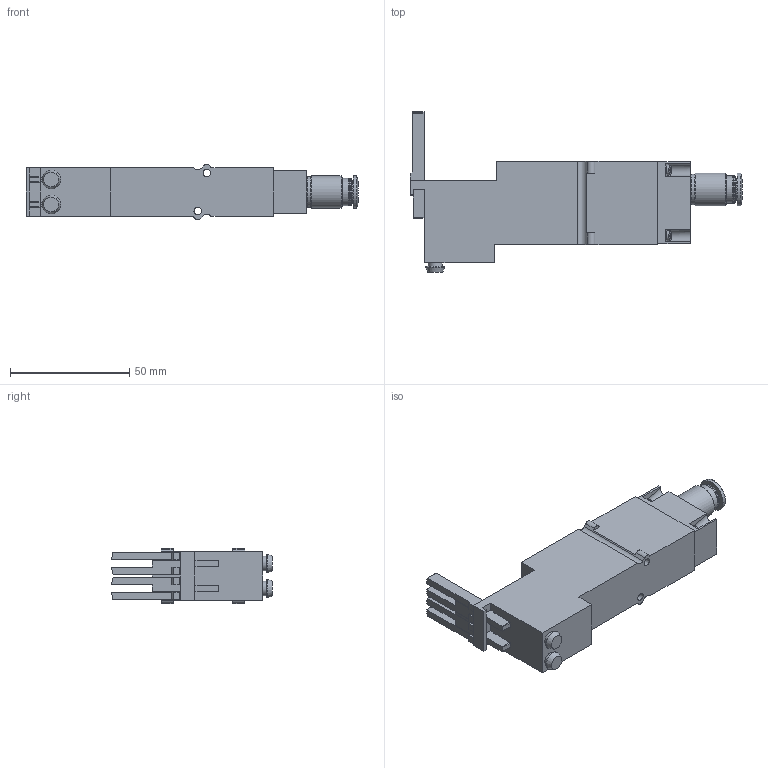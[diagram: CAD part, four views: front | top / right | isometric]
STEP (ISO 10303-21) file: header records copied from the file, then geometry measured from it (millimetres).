
FILE_DESCRIPTION(/* description */ ('STEP AP214'),/* implementation_level */ '2;1');
FILE_NAME(/* name */ '8029488_VMPA2-VSP-QS8',/* time_stamp */ '2024-09-16T20:13:44+02:00',/* author */ ('License CC BY-ND 4.0'),/* organization */ ('CADENAS'),/* preprocessor_version */ 'ST-DEVELOPER v19.3',/* originating_system */ 'PARTsolutions',/* authorisation */ ' ');
FILE_SCHEMA (('AUTOMOTIVE_DESIGN {1 0 10303 214 3 1 1}'));
Length unit declared in the file: millimetre
Products named in the file (3): 8029488 VMPA2-VSP-QS8; 8029488 VMPA2-VSP-QS8 ---(HVK); 186109 QS-G1/8-8-I
Assembly tree (2 placements, depth 2):
  8029488 VMPA2-VSP-QS8
    8029488 VMPA2-VSP-QS8 ---(HVK)
    186109 QS-G1/8-8-I
Bounding box: 139.35 x 67.5 x 23.1 mm (x, y, z)
Volume: 80959.3 mm3; surface area: 20733.5 mm2
Topology: 2 solids, 2 shells, 278 faces, 744 edges, 492 vertices
Faces by surface type: plane 152, cylinder 109, cone 10, torus 7
Full cylindrical faces by diameter (mm): 3.2 x2, 4.2 x4, 6 x2, 8 x3, 8.566 x1, 9.4 x1, 9.728 x1, 11.4 x2, 12.4 x2, 13 x1, 13.7 x1, 13.8 x1
Entity records: 8839 total; most frequent: CARTESIAN_POINT 1493, DIRECTION 1478, ORIENTED_EDGE 1390, EDGE_CURVE 695, AXIS2_PLACEMENT_3D 514, VERTEX_POINT 481, LINE 450, VECTOR 450
